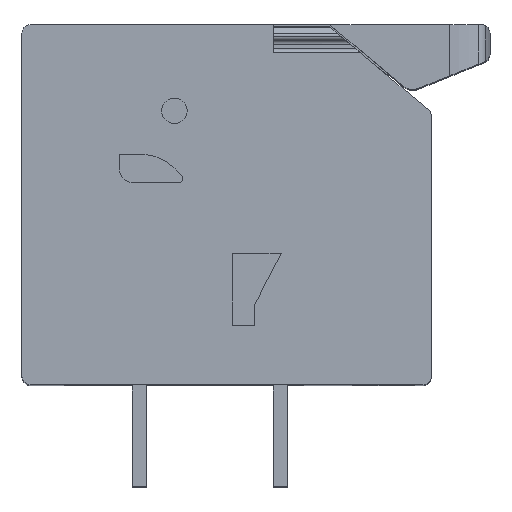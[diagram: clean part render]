
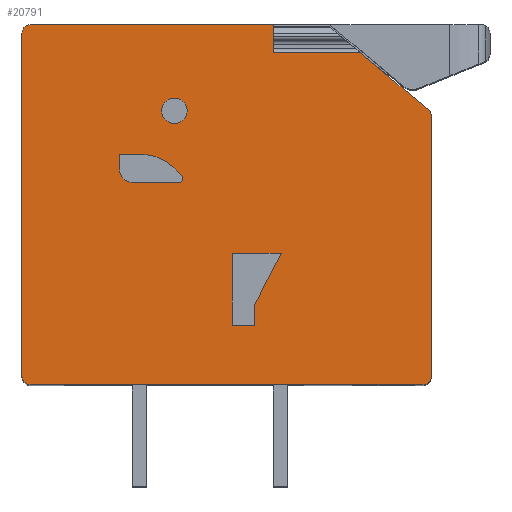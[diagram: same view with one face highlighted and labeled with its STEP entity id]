
A CAD part, top view. The second image highlights one B-rep face of the part: STEP entity #20791.
In plain terms, the highlighted planar face has unit normal (0, 0, 1).
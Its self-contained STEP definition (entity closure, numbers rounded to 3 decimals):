
#474=CIRCLE('',#21627,1.6);
#475=CIRCLE('',#21628,0.15);
#476=CIRCLE('',#21629,0.5);
#477=CIRCLE('',#21630,0.45);
#478=CIRCLE('',#21631,0.3);
#479=CIRCLE('',#21632,0.3);
#480=CIRCLE('',#21633,0.3);
#481=CIRCLE('',#21634,0.3);
#998=ORIENTED_EDGE('',*,*,#5606,.F.);
#999=ORIENTED_EDGE('',*,*,#5607,.F.);
#1000=ORIENTED_EDGE('',*,*,#5608,.F.);
#1001=ORIENTED_EDGE('',*,*,#5609,.F.);
#1002=ORIENTED_EDGE('',*,*,#5610,.F.);
#1003=ORIENTED_EDGE('',*,*,#5611,.F.);
#1004=ORIENTED_EDGE('',*,*,#5612,.F.);
#1005=ORIENTED_EDGE('',*,*,#5613,.F.);
#1006=ORIENTED_EDGE('',*,*,#5614,.F.);
#1007=ORIENTED_EDGE('',*,*,#5615,.T.);
#1008=ORIENTED_EDGE('',*,*,#5616,.T.);
#1009=ORIENTED_EDGE('',*,*,#5617,.T.);
#1010=ORIENTED_EDGE('',*,*,#5618,.F.);
#1011=ORIENTED_EDGE('',*,*,#5619,.T.);
#1012=ORIENTED_EDGE('',*,*,#5620,.T.);
#1013=ORIENTED_EDGE('',*,*,#5621,.T.);
#1014=ORIENTED_EDGE('',*,*,#5622,.T.);
#1015=ORIENTED_EDGE('',*,*,#5623,.T.);
#1016=ORIENTED_EDGE('',*,*,#5624,.T.);
#1017=ORIENTED_EDGE('',*,*,#5625,.T.);
#1018=ORIENTED_EDGE('',*,*,#5626,.T.);
#1019=ORIENTED_EDGE('',*,*,#5627,.T.);
#1020=ORIENTED_EDGE('',*,*,#5628,.T.);
#1021=ORIENTED_EDGE('',*,*,#5629,.F.);
#1022=ORIENTED_EDGE('',*,*,#5630,.F.);
#1023=ORIENTED_EDGE('',*,*,#5631,.F.);
#1024=ORIENTED_EDGE('',*,*,#5632,.F.);
#1025=ORIENTED_EDGE('',*,*,#5633,.F.);
#5606=EDGE_CURVE('',#7910,#7911,#9433,.T.);
#5607=EDGE_CURVE('',#7912,#7910,#9434,.T.);
#5608=EDGE_CURVE('',#7913,#7912,#474,.T.);
#5609=EDGE_CURVE('',#7914,#7913,#9435,.T.);
#5610=EDGE_CURVE('',#7915,#7914,#475,.T.);
#5611=EDGE_CURVE('',#7916,#7915,#9436,.T.);
#5612=EDGE_CURVE('',#7911,#7916,#476,.T.);
#5613=EDGE_CURVE('',#7917,#7917,#477,.T.);
#5614=EDGE_CURVE('',#7918,#7919,#9437,.T.);
#5615=EDGE_CURVE('',#7918,#7920,#9438,.T.);
#5616=EDGE_CURVE('',#7920,#7921,#9439,.T.);
#5617=EDGE_CURVE('',#7921,#7922,#9440,.T.);
#5618=EDGE_CURVE('',#7923,#7922,#9441,.T.);
#5619=EDGE_CURVE('',#7923,#7924,#9442,.T.);
#5620=EDGE_CURVE('',#7924,#7925,#9443,.T.);
#5621=EDGE_CURVE('',#7925,#7926,#478,.T.);
#5622=EDGE_CURVE('',#7926,#7927,#9444,.T.);
#5623=EDGE_CURVE('',#7927,#7928,#479,.T.);
#5624=EDGE_CURVE('',#7928,#7929,#9445,.T.);
#5625=EDGE_CURVE('',#7929,#7930,#480,.T.);
#5626=EDGE_CURVE('',#7930,#7931,#9446,.T.);
#5627=EDGE_CURVE('',#7931,#7932,#481,.T.);
#5628=EDGE_CURVE('',#7932,#7919,#9447,.T.);
#5629=EDGE_CURVE('',#7933,#7934,#9448,.T.);
#5630=EDGE_CURVE('',#7935,#7933,#9449,.T.);
#5631=EDGE_CURVE('',#7936,#7935,#9450,.T.);
#5632=EDGE_CURVE('',#7937,#7936,#9451,.T.);
#5633=EDGE_CURVE('',#7934,#7937,#9452,.T.);
#7910=VERTEX_POINT('',#27600);
#7911=VERTEX_POINT('',#27601);
#7912=VERTEX_POINT('',#27603);
#7913=VERTEX_POINT('',#27605);
#7914=VERTEX_POINT('',#27607);
#7915=VERTEX_POINT('',#27609);
#7916=VERTEX_POINT('',#27611);
#7917=VERTEX_POINT('',#27614);
#7918=VERTEX_POINT('',#27616);
#7919=VERTEX_POINT('',#27617);
#7920=VERTEX_POINT('',#27619);
#7921=VERTEX_POINT('',#27621);
#7922=VERTEX_POINT('',#27623);
#7923=VERTEX_POINT('',#27625);
#7924=VERTEX_POINT('',#27627);
#7925=VERTEX_POINT('',#27629);
#7926=VERTEX_POINT('',#27631);
#7927=VERTEX_POINT('',#27633);
#7928=VERTEX_POINT('',#27635);
#7929=VERTEX_POINT('',#27637);
#7930=VERTEX_POINT('',#27639);
#7931=VERTEX_POINT('',#27641);
#7932=VERTEX_POINT('',#27643);
#7933=VERTEX_POINT('',#27646);
#7934=VERTEX_POINT('',#27647);
#7935=VERTEX_POINT('',#27649);
#7936=VERTEX_POINT('',#27651);
#7937=VERTEX_POINT('',#27653);
#9433=LINE('',#27599,#11076);
#9434=LINE('',#27602,#11077);
#9435=LINE('',#27606,#11078);
#9436=LINE('',#27610,#11079);
#9437=LINE('',#27615,#11080);
#9438=LINE('',#27618,#11081);
#9439=LINE('',#27620,#11082);
#9440=LINE('',#27622,#11083);
#9441=LINE('',#27624,#11084);
#9442=LINE('',#27626,#11085);
#9443=LINE('',#27628,#11086);
#9444=LINE('',#27632,#11087);
#9445=LINE('',#27636,#11088);
#9446=LINE('',#27640,#11089);
#9447=LINE('',#27644,#11090);
#9448=LINE('',#27645,#11091);
#9449=LINE('',#27648,#11092);
#9450=LINE('',#27650,#11093);
#9451=LINE('',#27652,#11094);
#9452=LINE('',#27654,#11095);
#11076=VECTOR('',#23072,1000.);
#11077=VECTOR('',#23073,1000.);
#11078=VECTOR('',#23076,1000.);
#11079=VECTOR('',#23079,1000.);
#11080=VECTOR('',#23084,1000.);
#11081=VECTOR('',#23085,1000.);
#11082=VECTOR('',#23086,1000.);
#11083=VECTOR('',#23087,1000.);
#11084=VECTOR('',#23088,1000.);
#11085=VECTOR('',#23089,1000.);
#11086=VECTOR('',#23090,1000.);
#11087=VECTOR('',#23093,1000.);
#11088=VECTOR('',#23096,1000.);
#11089=VECTOR('',#23099,1000.);
#11090=VECTOR('',#23102,1000.);
#11091=VECTOR('',#23103,1000.);
#11092=VECTOR('',#23104,1000.);
#11093=VECTOR('',#23105,1000.);
#11094=VECTOR('',#23106,1000.);
#11095=VECTOR('',#23107,1000.);
#12719=EDGE_LOOP('',(#998,#999,#1000,#1001,#1002,#1003,#1004));
#12720=EDGE_LOOP('',(#1005));
#12721=EDGE_LOOP('',(#1006,#1007,#1008,#1009,#1010,#1011,#1012,#1013,#1014,
#1015,#1016,#1017,#1018,#1019,#1020));
#12722=EDGE_LOOP('',(#1021,#1022,#1023,#1024,#1025));
#13596=FACE_BOUND('',#12719,.T.);
#13597=FACE_BOUND('',#12720,.T.);
#13598=FACE_BOUND('',#12721,.T.);
#13599=FACE_BOUND('',#12722,.T.);
#14473=PLANE('',#21626);
#20791=ADVANCED_FACE('',(#13596,#13597,#13598,#13599),#14473,.T.);
#21626=AXIS2_PLACEMENT_3D('',#27598,#23070,#23071);
#21627=AXIS2_PLACEMENT_3D('',#27604,#23074,#23075);
#21628=AXIS2_PLACEMENT_3D('',#27608,#23077,#23078);
#21629=AXIS2_PLACEMENT_3D('',#27612,#23080,#23081);
#21630=AXIS2_PLACEMENT_3D('',#27613,#23082,#23083);
#21631=AXIS2_PLACEMENT_3D('',#27630,#23091,#23092);
#21632=AXIS2_PLACEMENT_3D('',#27634,#23094,#23095);
#21633=AXIS2_PLACEMENT_3D('',#27638,#23097,#23098);
#21634=AXIS2_PLACEMENT_3D('',#27642,#23100,#23101);
#23070=DIRECTION('',(0.,0.,1.));
#23071=DIRECTION('',(1.,0.,0.));
#23072=DIRECTION('',(0.,-1.,0.));
#23073=DIRECTION('',(-1.,0.,0.));
#23074=DIRECTION('',(0.,0.,1.));
#23075=DIRECTION('',(1.,0.,0.));
#23076=DIRECTION('',(-0.707,0.707,0.));
#23077=DIRECTION('',(0.,0.,1.));
#23078=DIRECTION('',(1.,0.,0.));
#23079=DIRECTION('',(1.,0.,0.));
#23080=DIRECTION('',(0.,0.,1.));
#23081=DIRECTION('',(1.,0.,0.));
#23082=DIRECTION('',(0.,0.,1.));
#23083=DIRECTION('',(1.,0.,0.));
#23084=DIRECTION('',(1.,0.,0.));
#23085=DIRECTION('',(0.,1.,0.));
#23086=DIRECTION('',(1.,0.,0.));
#23087=DIRECTION('',(-0.766,0.643,0.));
#23088=DIRECTION('',(1.,0.,0.));
#23089=DIRECTION('',(0.,1.,0.));
#23090=DIRECTION('',(-1.,0.,0.));
#23091=DIRECTION('',(0.,0.,1.));
#23092=DIRECTION('',(1.,0.,0.));
#23093=DIRECTION('',(0.,-1.,0.));
#23094=DIRECTION('',(0.,0.,1.));
#23095=DIRECTION('',(1.,0.,0.));
#23096=DIRECTION('',(1.,0.,0.));
#23097=DIRECTION('',(0.,0.,1.));
#23098=DIRECTION('',(1.,0.,0.));
#23099=DIRECTION('',(0.,1.,0.));
#23100=DIRECTION('',(0.,0.,1.));
#23101=DIRECTION('',(1.,0.,0.));
#23102=DIRECTION('',(-0.766,0.643,0.));
#23103=DIRECTION('',(0.,-1.,0.));
#23104=DIRECTION('',(-1.,0.,0.));
#23105=DIRECTION('',(0.461,0.888,0.));
#23106=DIRECTION('',(0.,1.,0.));
#23107=DIRECTION('',(1.,0.,0.));
#27598=CARTESIAN_POINT('',(-8.85,0.3,21.));
#27599=CARTESIAN_POINT('',(-5.7,8.15,21.));
#27600=CARTESIAN_POINT('',(-5.7,8.15,21.));
#27601=CARTESIAN_POINT('',(-5.7,7.65,21.));
#27602=CARTESIAN_POINT('',(-4.9,8.15,21.));
#27603=CARTESIAN_POINT('',(-4.9,8.15,21.));
#27604=CARTESIAN_POINT('',(-4.9,6.55,21.));
#27605=CARTESIAN_POINT('',(-3.768,7.681,21.));
#27606=CARTESIAN_POINT('',(-3.493,7.406,21.));
#27607=CARTESIAN_POINT('',(-3.493,7.406,21.));
#27608=CARTESIAN_POINT('',(-3.599,7.3,21.));
#27609=CARTESIAN_POINT('',(-3.599,7.15,21.));
#27610=CARTESIAN_POINT('',(-5.2,7.15,21.));
#27611=CARTESIAN_POINT('',(-5.2,7.15,21.));
#27612=CARTESIAN_POINT('',(-5.2,7.65,21.));
#27613=CARTESIAN_POINT('',(-3.75,9.7,21.));
#27614=CARTESIAN_POINT('',(-3.3,9.7,21.));
#27615=CARTESIAN_POINT('',(-8.85,11.75,21.));
#27616=CARTESIAN_POINT('',(-0.25,11.75,21.));
#27617=CARTESIAN_POINT('',(2.847,11.75,21.));
#27618=CARTESIAN_POINT('',(-0.25,0.3,21.));
#27619=CARTESIAN_POINT('',(-0.25,12.343,21.));
#27620=CARTESIAN_POINT('',(-0.25,12.343,21.));
#27621=CARTESIAN_POINT('',(2.141,12.343,21.));
#27622=CARTESIAN_POINT('',(5.243,9.74,21.));
#27623=CARTESIAN_POINT('',(2.137,12.346,21.));
#27624=CARTESIAN_POINT('',(-0.25,12.346,21.));
#27625=CARTESIAN_POINT('',(-0.25,12.346,21.));
#27626=CARTESIAN_POINT('',(-0.25,0.3,21.));
#27627=CARTESIAN_POINT('',(-0.25,12.75,21.));
#27628=CARTESIAN_POINT('',(1.656,12.75,21.));
#27629=CARTESIAN_POINT('',(-8.85,12.75,21.));
#27630=CARTESIAN_POINT('',(-8.85,12.45,21.));
#27631=CARTESIAN_POINT('',(-9.15,12.45,21.));
#27632=CARTESIAN_POINT('',(-9.15,12.45,21.));
#27633=CARTESIAN_POINT('',(-9.15,0.3,21.));
#27634=CARTESIAN_POINT('',(-8.85,0.3,21.));
#27635=CARTESIAN_POINT('',(-8.85,0.,21.));
#27636=CARTESIAN_POINT('',(-8.85,0.,21.));
#27637=CARTESIAN_POINT('',(5.05,0.,21.));
#27638=CARTESIAN_POINT('',(5.05,0.3,21.));
#27639=CARTESIAN_POINT('',(5.35,0.3,21.));
#27640=CARTESIAN_POINT('',(5.35,0.3,21.));
#27641=CARTESIAN_POINT('',(5.35,9.51,21.));
#27642=CARTESIAN_POINT('',(5.05,9.51,21.));
#27643=CARTESIAN_POINT('',(5.243,9.74,21.));
#27644=CARTESIAN_POINT('',(5.243,9.74,21.));
#27645=CARTESIAN_POINT('',(-1.7,4.65,21.));
#27646=CARTESIAN_POINT('',(-1.7,4.65,21.));
#27647=CARTESIAN_POINT('',(-1.7,2.1,21.));
#27648=CARTESIAN_POINT('',(0.034,4.65,21.));
#27649=CARTESIAN_POINT('',(0.034,4.65,21.));
#27650=CARTESIAN_POINT('',(-0.9,2.85,21.));
#27651=CARTESIAN_POINT('',(-0.9,2.85,21.));
#27652=CARTESIAN_POINT('',(-0.9,2.1,21.));
#27653=CARTESIAN_POINT('',(-0.9,2.1,21.));
#27654=CARTESIAN_POINT('',(-1.7,2.1,21.));
